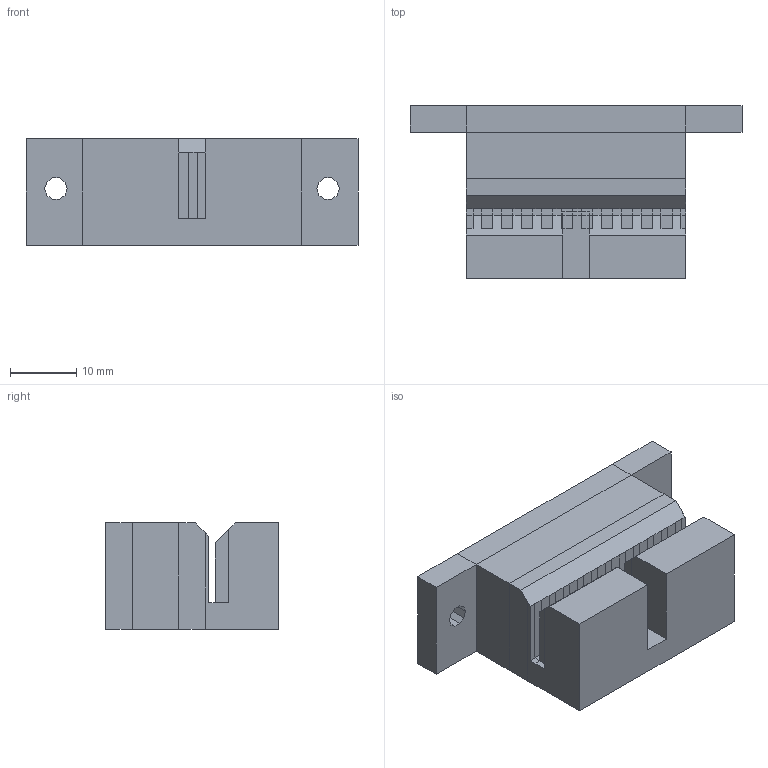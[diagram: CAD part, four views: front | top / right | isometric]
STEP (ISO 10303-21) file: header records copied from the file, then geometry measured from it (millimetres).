
FILE_DESCRIPTION(('FreeCAD Model'),'2;1');
FILE_NAME('y-belt-holder.step', '2015-04-25T16:32:51',('Author'),(''), 'Open CASCADE STEP processor 6.8','FreeCAD','Unknown');
FILE_SCHEMA(('AUTOMOTIVE_DESIGN_CC2 { 1 2 10303 214 -1 1 5 4 }'));
Length unit declared in the file: millimetre
Products named in the file (1): difference
Bounding box: 50 x 26 x 16 mm (x, y, z)
Volume: 13379.6 mm3; surface area: 5461.2 mm2
Topology: 1 solids, 1 shells, 158 faces, 382 edges, 226 vertices
Faces by surface type: plane 158
Entity records: 9107 total; most frequent: CARTESIAN_POINT 1817, DIRECTION 1178, LINE 860, VECTOR 860, ORIENTED_EDGE 764, PCURVE 764, DEFINITIONAL_REPRESENTATION 764, EDGE_CURVE 382
